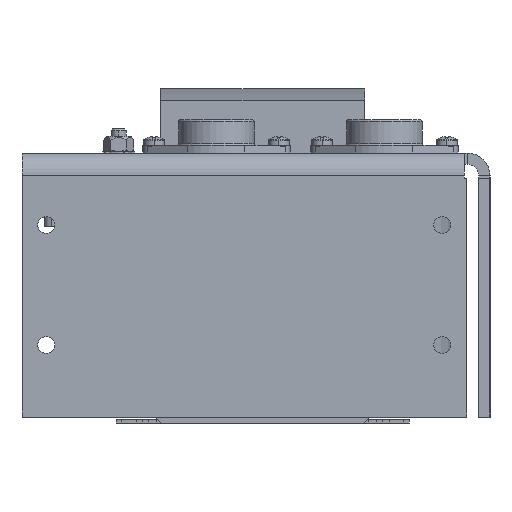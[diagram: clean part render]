
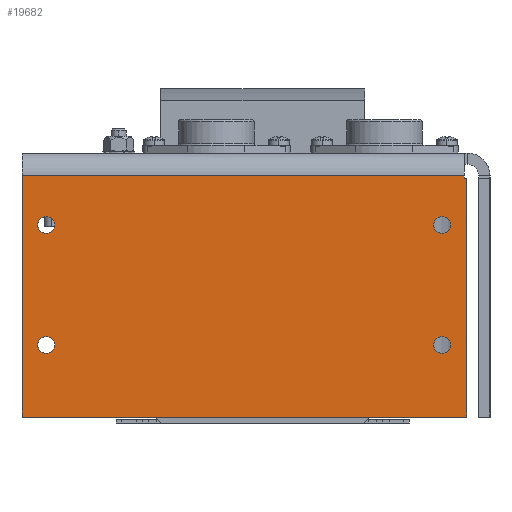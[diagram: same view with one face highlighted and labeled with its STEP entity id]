
A CAD part, left-side view. The second image highlights one B-rep face of the part: STEP entity #19682.
In plain terms, the highlighted planar face has unit normal (-1, 0, 0).
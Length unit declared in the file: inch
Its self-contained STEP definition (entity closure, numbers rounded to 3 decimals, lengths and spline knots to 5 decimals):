
#1102 = CARTESIAN_POINT ( 'NONE',  ( -7., 2.4375, 0. ) ) ;
#1330 = AXIS2_PLACEMENT_3D ( 'NONE', #8976, #3651, #47023 ) ;
#1916 = CARTESIAN_POINT ( 'NONE',  ( -7., -2.4375, 2.75 ) ) ;
#2371 = VERTEX_POINT ( 'NONE', #49231 ) ;
#3651 = DIRECTION ( 'NONE',  ( 1., 0., 0. ) ) ;
#3950 = VECTOR ( 'NONE', #11160, 39.37008 ) ;
#3961 = VERTEX_POINT ( 'NONE', #9738 ) ;
#4247 = EDGE_LOOP ( 'NONE', ( #65486, #22656 ) ) ;
#4316 = CARTESIAN_POINT ( 'NONE',  ( -7., -2.17175, 2.51378 ) ) ;
#4373 = DIRECTION ( 'NONE',  ( 1., 0., 0. ) ) ;
#4728 = CARTESIAN_POINT ( 'NONE',  ( -7., 2.18475, 1.91142 ) ) ;
#6177 = CARTESIAN_POINT ( 'NONE',  ( -7., -2.4375, 2.51378 ) ) ;
#6855 = DIRECTION ( 'NONE',  ( 0., -1., 0. ) ) ;
#6861 = VERTEX_POINT ( 'NONE', #20794 ) ;
#6957 = EDGE_CURVE ( 'NONE', #7882, #3961, #39528, .T. ) ;
#7115 = CARTESIAN_POINT ( 'NONE',  ( -7., 2.18475, 2. ) ) ;
#7269 = FACE_BOUND ( 'NONE', #69476, .T. ) ;
#7797 = EDGE_LOOP ( 'NONE', ( #62887, #67766 ) ) ;
#7882 = VERTEX_POINT ( 'NONE', #27763 ) ;
#7884 = EDGE_CURVE ( 'NONE', #10598, #51502, #27148, .T. ) ;
#8315 = PLANE ( 'NONE',  #42442 ) ;
#8626 = CARTESIAN_POINT ( 'NONE',  ( -7., -2.4375, 0. ) ) ;
#8952 = DIRECTION ( 'NONE',  ( 0., 0., -1. ) ) ;
#8976 = CARTESIAN_POINT ( 'NONE',  ( -7., -1.94025, 2. ) ) ;
#9738 = CARTESIAN_POINT ( 'NONE',  ( -7., -2.193, 2.48425 ) ) ;
#10598 = VERTEX_POINT ( 'NONE', #4728 ) ;
#10751 = CARTESIAN_POINT ( 'NONE',  ( -7., -1.94025, 2.08858 ) ) ;
#11160 = DIRECTION ( 'NONE',  ( 0., 1., 0. ) ) ;
#12099 = VERTEX_POINT ( 'NONE', #41155 ) ;
#12898 = CIRCLE ( 'NONE', #21979, 0.08858 ) ;
#13445 = VECTOR ( 'NONE', #6855, 39.37008 ) ;
#13920 = CARTESIAN_POINT ( 'NONE',  ( -7., -1.94025, 0.75 ) ) ;
#15227 = CIRCLE ( 'NONE', #28794, 0.08858 ) ;
#15817 = AXIS2_PLACEMENT_3D ( 'NONE', #27112, #4373, #42736 ) ;
#15954 = VERTEX_POINT ( 'NONE', #65164 ) ;
#16201 = EDGE_LOOP ( 'NONE', ( #41309, #55844, #63288, #17654, #29577, #39610 ) ) ;
#16341 = EDGE_CURVE ( 'NONE', #47082, #7882, #35643, .T. ) ;
#16353 = EDGE_CURVE ( 'NONE', #65654, #23818, #31989, .T. ) ;
#16391 = CARTESIAN_POINT ( 'NONE',  ( -7., -1.94025, 1.91142 ) ) ;
#16732 = CIRCLE ( 'NONE', #31477, 0.08858 ) ;
#17654 = ORIENTED_EDGE ( 'NONE', *, *, #16341, .T. ) ;
#17940 = EDGE_CURVE ( 'NONE', #42045, #6861, #15227, .T. ) ;
#19329 = EDGE_CURVE ( 'NONE', #23818, #65654, #12898, .T. ) ;
#19428 = DIRECTION ( 'NONE',  ( 0., 0., -1. ) ) ;
#19682 = ADVANCED_FACE ( 'NONE', ( #56998, #66979, #7269, #40653, #62321 ), #8315, .F. ) ;
#20394 = VECTOR ( 'NONE', #33173, 39.37008 ) ;
#20794 = CARTESIAN_POINT ( 'NONE',  ( -7., -1.94025, 0.83858 ) ) ;
#21072 = EDGE_CURVE ( 'NONE', #2371, #59490, #21889, .T. ) ;
#21889 = LINE ( 'NONE', #65207, #57755 ) ;
#21979 = AXIS2_PLACEMENT_3D ( 'NONE', #40738, #35422, #35062 ) ;
#22656 = ORIENTED_EDGE ( 'NONE', *, *, #54060, .T. ) ;
#23470 = DIRECTION ( 'NONE',  ( 0., 0., -1. ) ) ;
#23698 = CARTESIAN_POINT ( 'NONE',  ( -7., 2.18475, 0.75 ) ) ;
#23818 = VERTEX_POINT ( 'NONE', #10751 ) ;
#24022 = CARTESIAN_POINT ( 'NONE',  ( -7., 2.18475, 2.08858 ) ) ;
#25112 = LINE ( 'NONE', #46073, #63674 ) ;
#25940 = AXIS2_PLACEMENT_3D ( 'NONE', #23698, #55668, #40024 ) ;
#27112 = CARTESIAN_POINT ( 'NONE',  ( -7., 2.18475, 2. ) ) ;
#27148 = CIRCLE ( 'NONE', #62327, 0.08858 ) ;
#27735 = ORIENTED_EDGE ( 'NONE', *, *, #47028, .T. ) ;
#27763 = CARTESIAN_POINT ( 'NONE',  ( -7., -2.193, 0. ) ) ;
#28531 = CARTESIAN_POINT ( 'NONE',  ( -7., -2.4375, 2.48425 ) ) ;
#28794 = AXIS2_PLACEMENT_3D ( 'NONE', #13920, #28864, #66899 ) ;
#28864 = DIRECTION ( 'NONE',  ( 1., 0., 0. ) ) ;
#28944 = DIRECTION ( 'NONE',  ( 1., 0., 0. ) ) ;
#29577 = ORIENTED_EDGE ( 'NONE', *, *, #6957, .T. ) ;
#29583 = LINE ( 'NONE', #28531, #13445 ) ;
#31386 = DIRECTION ( 'NONE',  ( 0., 0., -1. ) ) ;
#31477 = AXIS2_PLACEMENT_3D ( 'NONE', #69363, #28944, #34643 ) ;
#31989 = CIRCLE ( 'NONE', #1330, 0.08858 ) ;
#32731 = DIRECTION ( 'NONE',  ( 1., 0., 0. ) ) ;
#33173 = DIRECTION ( 'NONE',  ( 0., 0., 1. ) ) ;
#34643 = DIRECTION ( 'NONE',  ( 0., 0., -1. ) ) ;
#35062 = DIRECTION ( 'NONE',  ( 0., 0., -1. ) ) ;
#35422 = DIRECTION ( 'NONE',  ( 1., 0., 0. ) ) ;
#35643 = LINE ( 'NONE', #8626, #62634 ) ;
#37578 = EDGE_CURVE ( 'NONE', #15954, #47082, #25112, .T. ) ;
#38377 = CIRCLE ( 'NONE', #25940, 0.08858 ) ;
#39528 = LINE ( 'NONE', #55531, #20394 ) ;
#39610 = ORIENTED_EDGE ( 'NONE', *, *, #54827, .F. ) ;
#39943 = DIRECTION ( 'NONE',  ( 1., 0., 0. ) ) ;
#40024 = DIRECTION ( 'NONE',  ( 0., 0., -1. ) ) ;
#40653 = FACE_BOUND ( 'NONE', #54478, .T. ) ;
#40738 = CARTESIAN_POINT ( 'NONE',  ( -7., -1.94025, 2. ) ) ;
#41155 = CARTESIAN_POINT ( 'NONE',  ( -7., 2.18475, 0.83858 ) ) ;
#41309 = ORIENTED_EDGE ( 'NONE', *, *, #21072, .T. ) ;
#41764 = EDGE_CURVE ( 'NONE', #59490, #15954, #54867, .T. ) ;
#42045 = VERTEX_POINT ( 'NONE', #43029 ) ;
#42442 = AXIS2_PLACEMENT_3D ( 'NONE', #1916, #39943, #31386 ) ;
#42736 = DIRECTION ( 'NONE',  ( 0., 0., -1. ) ) ;
#43029 = CARTESIAN_POINT ( 'NONE',  ( -7., -1.94025, 0.66142 ) ) ;
#45161 = CIRCLE ( 'NONE', #58795, 0.08858 ) ;
#45367 = EDGE_CURVE ( 'NONE', #12099, #69714, #16732, .T. ) ;
#45778 = ORIENTED_EDGE ( 'NONE', *, *, #7884, .T. ) ;
#46073 = CARTESIAN_POINT ( 'NONE',  ( -7., 2.4375, 2.75 ) ) ;
#46423 = EDGE_CURVE ( 'NONE', #69714, #12099, #38377, .T. ) ;
#46637 = CARTESIAN_POINT ( 'NONE',  ( -7., -1.94025, 0.75 ) ) ;
#47023 = DIRECTION ( 'NONE',  ( 0., 0., -1. ) ) ;
#47028 = EDGE_CURVE ( 'NONE', #51502, #10598, #70303, .T. ) ;
#47082 = VERTEX_POINT ( 'NONE', #1102 ) ;
#49231 = CARTESIAN_POINT ( 'NONE',  ( -7., -2.17175, 2.48425 ) ) ;
#51502 = VERTEX_POINT ( 'NONE', #24022 ) ;
#52685 = DIRECTION ( 'NONE',  ( 0., -1., 0. ) ) ;
#54060 = EDGE_CURVE ( 'NONE', #6861, #42045, #45161, .T. ) ;
#54478 = EDGE_LOOP ( 'NONE', ( #45778, #27735 ) ) ;
#54827 = EDGE_CURVE ( 'NONE', #2371, #3961, #29583, .T. ) ;
#54867 = LINE ( 'NONE', #6177, #3950 ) ;
#55531 = CARTESIAN_POINT ( 'NONE',  ( -7., -2.193, 2.75 ) ) ;
#55668 = DIRECTION ( 'NONE',  ( 1., 0., 0. ) ) ;
#55844 = ORIENTED_EDGE ( 'NONE', *, *, #41764, .T. ) ;
#56998 = FACE_BOUND ( 'NONE', #7797, .T. ) ;
#57755 = VECTOR ( 'NONE', #69873, 39.37008 ) ;
#58761 = ORIENTED_EDGE ( 'NONE', *, *, #45367, .T. ) ;
#58795 = AXIS2_PLACEMENT_3D ( 'NONE', #46637, #63672, #8952 ) ;
#59490 = VERTEX_POINT ( 'NONE', #4316 ) ;
#62321 = FACE_OUTER_BOUND ( 'NONE', #16201, .T. ) ;
#62327 = AXIS2_PLACEMENT_3D ( 'NONE', #7115, #32731, #23470 ) ;
#62634 = VECTOR ( 'NONE', #52685, 39.37008 ) ;
#62887 = ORIENTED_EDGE ( 'NONE', *, *, #16353, .T. ) ;
#63288 = ORIENTED_EDGE ( 'NONE', *, *, #37578, .T. ) ;
#63465 = ORIENTED_EDGE ( 'NONE', *, *, #46423, .T. ) ;
#63672 = DIRECTION ( 'NONE',  ( 1., 0., 0. ) ) ;
#63674 = VECTOR ( 'NONE', #19428, 39.37008 ) ;
#65164 = CARTESIAN_POINT ( 'NONE',  ( -7., 2.4375, 2.51378 ) ) ;
#65207 = CARTESIAN_POINT ( 'NONE',  ( -7., -2.17175, 2.75 ) ) ;
#65486 = ORIENTED_EDGE ( 'NONE', *, *, #17940, .T. ) ;
#65654 = VERTEX_POINT ( 'NONE', #16391 ) ;
#66899 = DIRECTION ( 'NONE',  ( 0., 0., -1. ) ) ;
#66979 = FACE_BOUND ( 'NONE', #4247, .T. ) ;
#67766 = ORIENTED_EDGE ( 'NONE', *, *, #19329, .T. ) ;
#69316 = CARTESIAN_POINT ( 'NONE',  ( -7., 2.18475, 0.66142 ) ) ;
#69363 = CARTESIAN_POINT ( 'NONE',  ( -7., 2.18475, 0.75 ) ) ;
#69476 = EDGE_LOOP ( 'NONE', ( #63465, #58761 ) ) ;
#69714 = VERTEX_POINT ( 'NONE', #69316 ) ;
#69873 = DIRECTION ( 'NONE',  ( 0., 0., 1. ) ) ;
#70303 = CIRCLE ( 'NONE', #15817, 0.08858 ) ;
